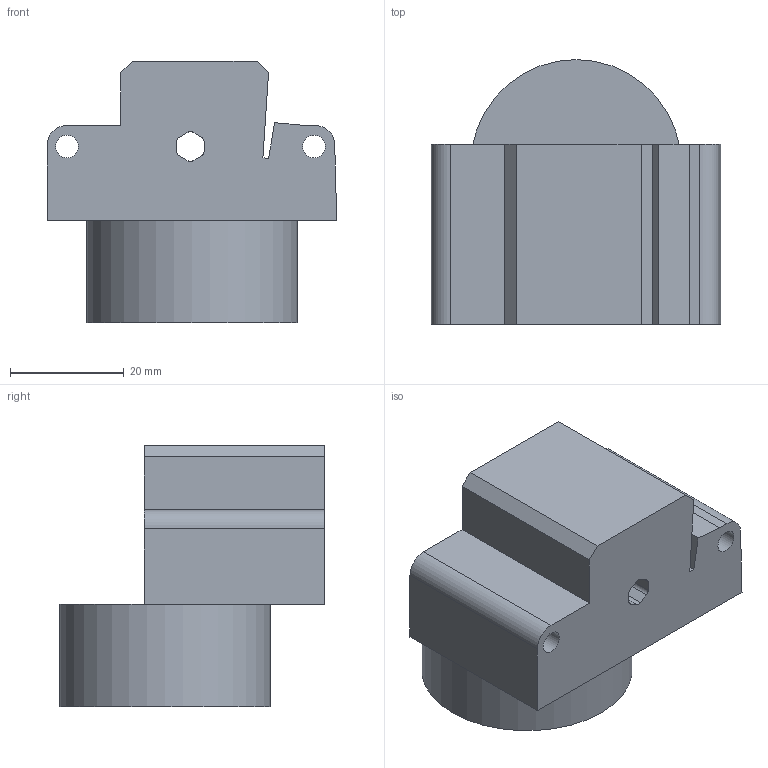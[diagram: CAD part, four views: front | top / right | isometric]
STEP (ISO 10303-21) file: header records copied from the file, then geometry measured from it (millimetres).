
FILE_DESCRIPTION(/* description */ (''),/* implementation_level */ '2;1');
FILE_NAME(/* name */ 'sherpa_mini_test_box.step',/* time_stamp */ '2020-11-24T21:51:26+01:00',/* author */ (''),/* organization */ (''),/* preprocessor_version */ 'ST-DEVELOPER v18.1',/* originating_system */ 'Autodesk Translation Framework v9.3.0.1241',/* authorisation */ '');
FILE_SCHEMA (('AUTOMOTIVE_DESIGN { 1 0 10303 214 3 1 1 }'));
Length unit declared in the file: millimetre
Products named in the file (1): (Unsaved)
Bounding box: 50.95 x 46.61 x 46 mm (x, y, z)
Volume: 53608.4 mm3; surface area: 12926.6 mm2
Topology: 2 solids, 2 shells, 34 faces, 90 edges, 60 vertices
Faces by surface type: plane 23, cylinder 11
Full cylindrical faces by diameter (mm): 4 x2, 37.068 x1
Entity records: 1100 total; most frequent: CARTESIAN_POINT 185, DIRECTION 182, ORIENTED_EDGE 180, EDGE_CURVE 90, LINE 68, VECTOR 68, VERTEX_POINT 60, AXIS2_PLACEMENT_3D 57
